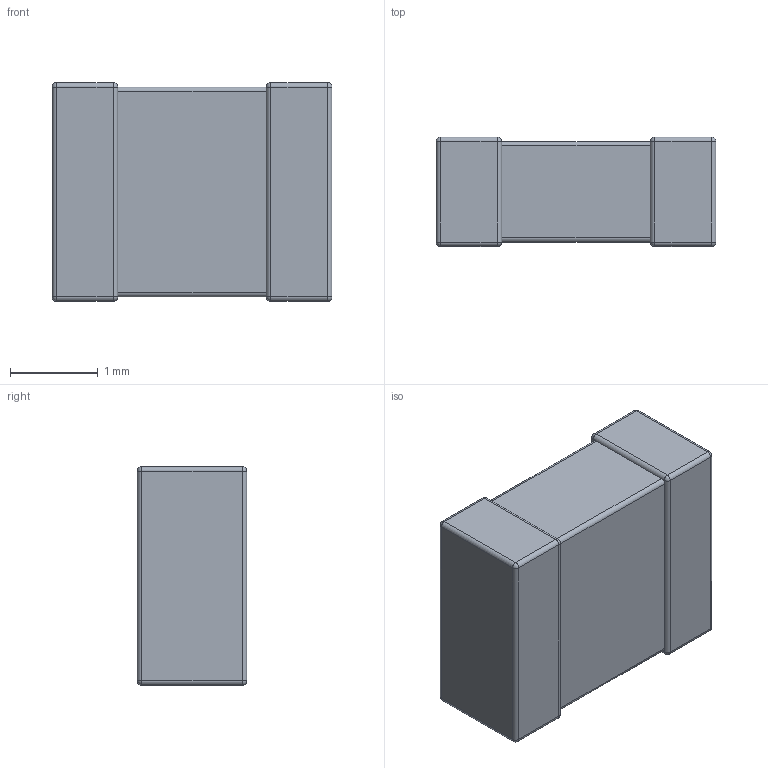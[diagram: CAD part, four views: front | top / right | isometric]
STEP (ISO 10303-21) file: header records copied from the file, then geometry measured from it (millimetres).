
FILE_DESCRIPTION (( 'STEP AP214' ), '1' );
FILE_NAME ('SMD_CCAP_1210-H1250.STEP', '2023-10-10T13:44:00', ( '' ), ( '' ), 'SwSTEP 2.0', 'SolidWorks 2023', '' );
FILE_SCHEMA (( 'AUTOMOTIVE_DESIGN' ));
Length unit declared in the file: millimetre
Products named in the file (1): SMD_CCAP_1210-H1250
Bounding box: 3.2 x 1.25 x 2.5 mm (x, y, z)
Surface area: 49.9 mm2
Topology: 3 solids, 3 shells, 78 faces, 168 edges, 72 vertices
Faces by surface type: cylinder 36, sphere 24, plane 18
Entity records: 2763 total; most frequent: DIRECTION 374, CARTESIAN_POINT 295, ORIENTED_EDGE 288, AXIS2_PLACEMENT_3D 151, EDGE_CURVE 144, UNCERTAINTY_MEASURE_WITH_UNIT 82, SURFACE_STYLE_USAGE 81, PRESENTATION_STYLE_ASSIGNMENT 81
